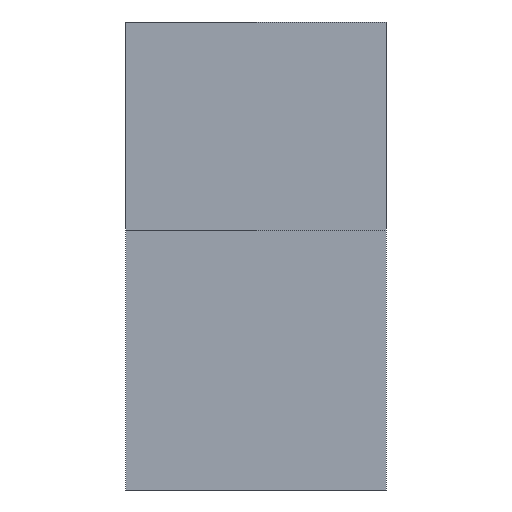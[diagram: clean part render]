
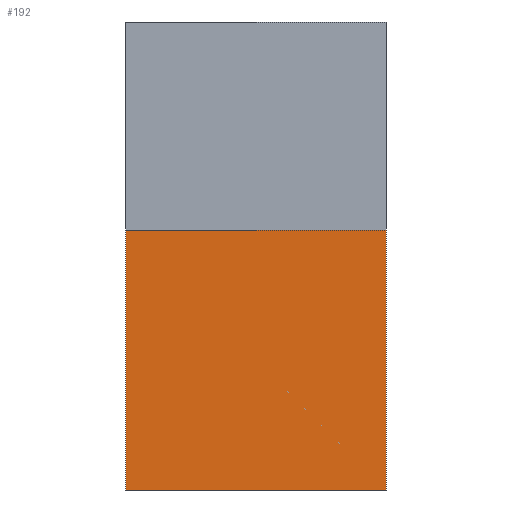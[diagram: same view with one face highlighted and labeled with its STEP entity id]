
A CAD part, left-side view. The second image highlights one B-rep face of the part: STEP entity #192.
In plain terms, the highlighted planar face has unit normal (-1, 0, 0).
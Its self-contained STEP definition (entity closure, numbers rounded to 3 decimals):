
#52=ORIENTED_EDGE('',*,*,#89,.F.);
#53=ORIENTED_EDGE('',*,*,#72,.T.);
#54=ORIENTED_EDGE('',*,*,#88,.T.);
#55=ORIENTED_EDGE('',*,*,#84,.T.);
#72=EDGE_CURVE('',#96,#97,#112,.T.);
#84=EDGE_CURVE('',#107,#106,#124,.T.);
#88=EDGE_CURVE('',#97,#107,#128,.T.);
#89=EDGE_CURVE('',#96,#106,#129,.T.);
#96=VERTEX_POINT('',#277);
#97=VERTEX_POINT('',#278);
#106=VERTEX_POINT('',#300);
#107=VERTEX_POINT('',#302);
#112=LINE('',#276,#136);
#124=LINE('',#301,#148);
#128=LINE('',#308,#152);
#129=LINE('',#310,#153);
#136=VECTOR('',#229,1000.);
#148=VECTOR('',#245,1000.);
#152=VECTOR('',#253,1000.);
#153=VECTOR('',#256,1000.);
#162=EDGE_LOOP('',(#52,#53,#54,#55));
#172=FACE_BOUND('',#162,.T.);
#182=PLANE('',#215);
#192=ADVANCED_FACE('',(#172),#182,.T.);
#215=AXIS2_PLACEMENT_3D('',#309,#254,#255);
#229=DIRECTION('',(0.,0.,1.));
#245=DIRECTION('',(0.,0.,-1.));
#253=DIRECTION('',(0.,1.,0.));
#254=DIRECTION('',(-1.,0.,0.));
#255=DIRECTION('',(0.,0.,1.));
#256=DIRECTION('',(0.,1.,0.));
#276=CARTESIAN_POINT('',(-2.619,-4.212,0.));
#277=CARTESIAN_POINT('',(-2.619,-4.212,16.));
#278=CARTESIAN_POINT('',(-2.619,-4.212,21.));
#300=CARTESIAN_POINT('',(-2.619,0.788,16.));
#301=CARTESIAN_POINT('',(-2.619,0.788,21.));
#302=CARTESIAN_POINT('',(-2.619,0.788,21.));
#308=CARTESIAN_POINT('',(-2.619,-4.212,21.));
#309=CARTESIAN_POINT('',(-2.619,0.,0.));
#310=CARTESIAN_POINT('',(-2.619,-51.125,16.));
